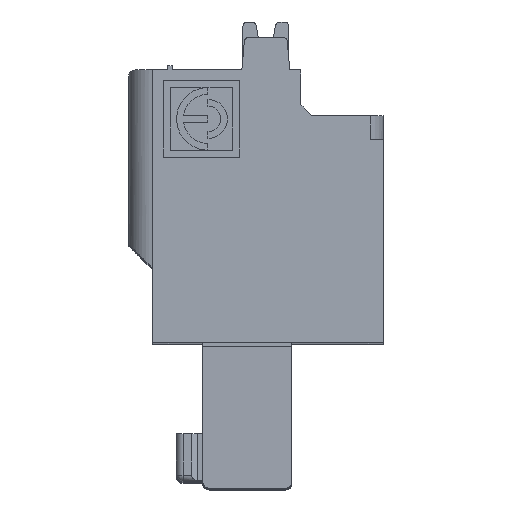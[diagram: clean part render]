
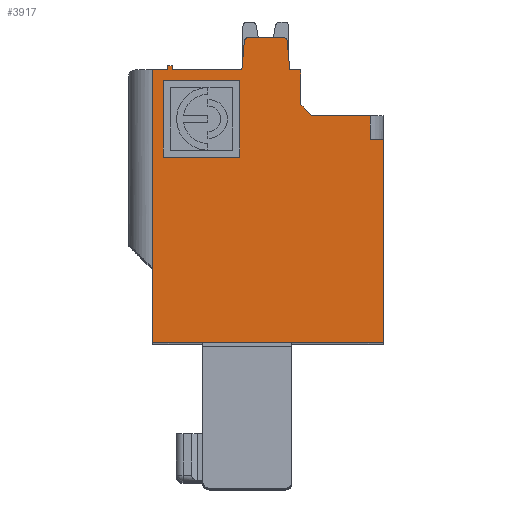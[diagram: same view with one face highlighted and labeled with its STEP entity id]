
A CAD part, top view. The second image highlights one B-rep face of the part: STEP entity #3917.
In plain terms, the highlighted planar face has unit normal (0, 0, 1).
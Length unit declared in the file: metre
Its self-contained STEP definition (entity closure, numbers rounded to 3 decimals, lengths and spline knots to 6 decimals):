
#3917=ADVANCED_FACE('',(#10252,#10253),#10254,.F.);
#7617=EDGE_CURVE('',#15874,#15875,#15876,.T.);
#10252=FACE_BOUND('',#18934,.T.);
#10253=FACE_OUTER_BOUND('',#18935,.T.);
#10254=PLANE('',#18936);
#15571=VERTEX_POINT('',#28313);
#15575=VERTEX_POINT('',#28319);
#15585=VERTEX_POINT('',#28334);
#15592=VERTEX_POINT('',#28344);
#15597=VERTEX_POINT('',#28353);
#15604=VERTEX_POINT('',#28364);
#15625=VERTEX_POINT('',#28397);
#15645=VERTEX_POINT('',#28427);
#15649=VERTEX_POINT('',#28433);
#15740=VERTEX_POINT('',#28572);
#15874=VERTEX_POINT('',#28794);
#15875=VERTEX_POINT('',#28795);
#15876=LINE('',#28796,#28797);
#18934=EDGE_LOOP('',(#36035,#36036,#36037,#36038));
#18935=EDGE_LOOP('',(#36039,#36040,#36041,#36042,#36043,#36044,#36045,#36046,#36047,#36048,#36049,#36050,#36051,#36052,#36053,#36054,#36055,#36056,#36057));
#18936=AXIS2_PLACEMENT_3D('',#36058,#36059,#36060);
#28313=CARTESIAN_POINT('',(0.2041,0.0125,-0.30046));
#28319=CARTESIAN_POINT('',(0.204215,0.013817,-0.30046));
#28334=CARTESIAN_POINT('',(0.206185,0.013817,-0.30046));
#28344=CARTESIAN_POINT('',(0.2063,0.0125,-0.30046));
#28353=CARTESIAN_POINT('',(0.21,0.0093,-0.30046));
#28364=CARTESIAN_POINT('',(0.2106,0.0093,-0.30046));
#28397=CARTESIAN_POINT('',(0.2009,0.0125,-0.30046));
#28427=CARTESIAN_POINT('',(0.2009,0.0127,-0.30046));
#28433=CARTESIAN_POINT('',(0.2007,0.0127,-0.30046));
#28572=CARTESIAN_POINT('',(0.2007,0.0125,-0.30046));
#28794=CARTESIAN_POINT('',(0.2106,0.,-0.30046));
#28795=CARTESIAN_POINT('',(0.2,0.,-0.30046));
#28796=CARTESIAN_POINT('',(0.2106,0.,-0.30046));
#28797=VECTOR('',#45007,1.0);
#36035=ORIENTED_EDGE('',*,*,#46759,.T.);
#36036=ORIENTED_EDGE('',*,*,#46756,.T.);
#36037=ORIENTED_EDGE('',*,*,#46750,.T.);
#36038=ORIENTED_EDGE('',*,*,#46748,.T.);
#36039=ORIENTED_EDGE('',*,*,#46973,.F.);
#36040=ORIENTED_EDGE('',*,*,#7617,.F.);
#36041=ORIENTED_EDGE('',*,*,#46958,.T.);
#36042=ORIENTED_EDGE('',*,*,#46761,.F.);
#36043=ORIENTED_EDGE('',*,*,#46743,.F.);
#36044=ORIENTED_EDGE('',*,*,#46792,.F.);
#36045=ORIENTED_EDGE('',*,*,#46740,.T.);
#36046=ORIENTED_EDGE('',*,*,#46812,.T.);
#36047=ORIENTED_EDGE('',*,*,#46820,.F.);
#36048=ORIENTED_EDGE('',*,*,#46735,.T.);
#36049=ORIENTED_EDGE('',*,*,#46733,.T.);
#36050=ORIENTED_EDGE('',*,*,#46730,.T.);
#36051=ORIENTED_EDGE('',*,*,#46726,.T.);
#36052=ORIENTED_EDGE('',*,*,#46724,.T.);
#36053=ORIENTED_EDGE('',*,*,#46818,.F.);
#36054=ORIENTED_EDGE('',*,*,#46902,.T.);
#36055=ORIENTED_EDGE('',*,*,#46905,.F.);
#36056=ORIENTED_EDGE('',*,*,#46928,.F.);
#36057=ORIENTED_EDGE('',*,*,#46951,.F.);
#36058=CARTESIAN_POINT('',(0.214572,0.033759,-0.30046));
#36059=DIRECTION('',(0.0,0.,-1.0));
#36060=DIRECTION('',(-1.0,0.0,0.0));
#45007=DIRECTION('',(-1.0,0.,0.));
#46724=EDGE_CURVE('',#15575,#15571,#50528,.T.);
#46726=EDGE_CURVE('',#50530,#15575,#50531,.T.);
#46730=EDGE_CURVE('',#50535,#50530,#50536,.T.);
#46733=EDGE_CURVE('',#15585,#50535,#50539,.T.);
#46735=EDGE_CURVE('',#15592,#15585,#50541,.T.);
#46740=EDGE_CURVE('',#50544,#50548,#50550,.T.);
#46743=EDGE_CURVE('',#50552,#15597,#50554,.T.);
#46748=EDGE_CURVE('',#50556,#50561,#50563,.T.);
#46750=EDGE_CURVE('',#50565,#50556,#50566,.T.);
#46756=EDGE_CURVE('',#50571,#50565,#50575,.T.);
#46759=EDGE_CURVE('',#50561,#50571,#50578,.T.);
#46761=EDGE_CURVE('',#15597,#15604,#50580,.T.);
#46792=EDGE_CURVE('',#50544,#50552,#50618,.T.);
#46812=EDGE_CURVE('',#50548,#50644,#50646,.T.);
#46818=EDGE_CURVE('',#15625,#15571,#50652,.T.);
#46820=EDGE_CURVE('',#15592,#50644,#50654,.T.);
#46902=EDGE_CURVE('',#15625,#15645,#50778,.T.);
#46905=EDGE_CURVE('',#15649,#15645,#50781,.T.);
#46928=EDGE_CURVE('',#15740,#15649,#50804,.T.);
#46951=EDGE_CURVE('',#50827,#15740,#50829,.T.);
#46958=EDGE_CURVE('',#15874,#15604,#50837,.T.);
#46973=EDGE_CURVE('',#15875,#50827,#50852,.T.);
#50528=LINE('',#55221,#55222);
#50530=VERTEX_POINT('',#55224);
#50531=CIRCLE('',#55225,0.0002);
#50535=VERTEX_POINT('',#55231);
#50536=LINE('',#55232,#55233);
#50539=CIRCLE('',#55237,0.0002);
#50541=LINE('',#55239,#55240);
#50544=VERTEX_POINT('',#55243);
#50548=VERTEX_POINT('',#55248);
#50550=LINE('',#55251,#55252);
#50552=VERTEX_POINT('',#55254);
#50554=LINE('',#55257,#55258);
#50556=VERTEX_POINT('',#55260);
#50561=VERTEX_POINT('',#55267);
#50563=LINE('',#55270,#55271);
#50565=VERTEX_POINT('',#55273);
#50566=LINE('',#55274,#55275);
#50571=VERTEX_POINT('',#55282);
#50575=LINE('',#55288,#55289);
#50578=LINE('',#55293,#55294);
#50580=LINE('',#55296,#55297);
#50618=LINE('',#55360,#55361);
#50644=VERTEX_POINT('',#55407);
#50646=LINE('',#55410,#55411);
#50652=LINE('',#55423,#55424);
#50654=LINE('',#55427,#55428);
#50778=LINE('',#55632,#55633);
#50781=LINE('',#55637,#55638);
#50804=LINE('',#55682,#55683);
#50827=VERTEX_POINT('',#55726);
#50829=LINE('',#55729,#55730);
#50837=LINE('',#55742,#55743);
#50852=LINE('',#55771,#55772);
#55221=CARTESIAN_POINT('',(0.204215,0.013817,-0.30046));
#55222=VECTOR('',#60375,1.0);
#55224=CARTESIAN_POINT('',(0.204414,0.014,-0.30046));
#55225=AXIS2_PLACEMENT_3D('',#60376,#60377,#60378);
#55231=CARTESIAN_POINT('',(0.205985,0.014,-0.30046));
#55232=CARTESIAN_POINT('',(0.204475,0.014,-0.30046));
#55233=VECTOR('',#60381,1.0);
#55237=AXIS2_PLACEMENT_3D('',#60383,#60384,#60385);
#55239=CARTESIAN_POINT('',(0.2063,0.0125,-0.30046));
#55240=VECTOR('',#60386,1.0);
#55243=CARTESIAN_POINT('',(0.207307,0.0104,-0.30046));
#55248=CARTESIAN_POINT('',(0.206811,0.010896,-0.30046));
#55251=CARTESIAN_POINT('',(0.199267,0.01844,-0.30046));
#55252=VECTOR('',#60392,1.0);
#55254=CARTESIAN_POINT('',(0.21,0.0104,-0.30046));
#55257=CARTESIAN_POINT('',(0.21,0.0125,-0.30046));
#55258=VECTOR('',#60394,1.0);
#55260=CARTESIAN_POINT('',(0.2005,0.012,-0.30046));
#55267=CARTESIAN_POINT('',(0.204,0.012,-0.30046));
#55270=CARTESIAN_POINT('',(0.214072,0.012,-0.30046));
#55271=VECTOR('',#60398,1.0);
#55273=CARTESIAN_POINT('',(0.2005,0.0085,-0.30046));
#55274=CARTESIAN_POINT('',(0.2005,0.033759,-0.30046));
#55275=VECTOR('',#60399,1.0);
#55282=CARTESIAN_POINT('',(0.204,0.0085,-0.30046));
#55288=CARTESIAN_POINT('',(0.214072,0.0085,-0.30046));
#55289=VECTOR('',#60404,1.0);
#55293=CARTESIAN_POINT('',(0.204,0.033759,-0.30046));
#55294=VECTOR('',#60406,1.0);
#55296=CARTESIAN_POINT('',(0.21,0.0093,-0.30046));
#55297=VECTOR('',#60407,1.0);
#55360=CARTESIAN_POINT('',(0.214572,0.0104,-0.30046));
#55361=VECTOR('',#60442,1.0);
#55407=CARTESIAN_POINT('',(0.206811,0.0125,-0.30046));
#55410=CARTESIAN_POINT('',(0.206811,0.033759,-0.30046));
#55411=VECTOR('',#60461,1.0);
#55423=CARTESIAN_POINT('',(0.2009,0.0125,-0.30046));
#55424=VECTOR('',#60465,1.0);
#55427=CARTESIAN_POINT('',(0.2063,0.0125,-0.30046));
#55428=VECTOR('',#60467,1.0);
#55632=CARTESIAN_POINT('',(0.2009,0.0125,-0.30046));
#55633=VECTOR('',#60548,1.0);
#55637=CARTESIAN_POINT('',(0.2007,0.0127,-0.30046));
#55638=VECTOR('',#60550,1.0);
#55682=CARTESIAN_POINT('',(0.2007,0.0125,-0.30046));
#55683=VECTOR('',#60572,1.0);
#55726=CARTESIAN_POINT('',(0.2,0.0125,-0.30046));
#55729=CARTESIAN_POINT('',(0.2,0.0125,-0.30046));
#55730=VECTOR('',#60594,1.0);
#55742=CARTESIAN_POINT('',(0.2106,0.,-0.30046));
#55743=VECTOR('',#60602,1.0);
#55771=CARTESIAN_POINT('',(0.2,0.0118,-0.30046));
#55772=VECTOR('',#60616,1.0);
#60375=DIRECTION('',(-0.087,-0.996,0.));
#60376=CARTESIAN_POINT('',(0.204414,0.0138,-0.30046));
#60377=DIRECTION('',(0.0,0.,1.0));
#60378=DIRECTION('',(0.0,1.0,0.));
#60381=DIRECTION('',(-1.0,-0.0,0.0));
#60383=CARTESIAN_POINT('',(0.205985,0.0138,-0.30046));
#60384=DIRECTION('',(0.,0.,1.0));
#60385=DIRECTION('',(0.996,0.087,0.));
#60386=DIRECTION('',(-0.087,0.996,0.));
#60392=DIRECTION('',(-0.707,0.707,0.));
#60394=DIRECTION('',(0.0,-1.0,0.));
#60398=DIRECTION('',(1.0,0.,0.));
#60399=DIRECTION('',(0.,1.0,0.));
#60404=DIRECTION('',(-1.0,0.,0.));
#60406=DIRECTION('',(0.,-1.0,0.));
#60407=DIRECTION('',(1.0,0.0,0.0));
#60442=DIRECTION('',(1.0,0.,0.));
#60461=DIRECTION('',(0.,1.0,0.));
#60465=DIRECTION('',(1.0,0.0,0.0));
#60467=DIRECTION('',(1.0,0.0,0.0));
#60548=DIRECTION('',(0.0,1.0,0.));
#60550=DIRECTION('',(1.0,0.0,0.0));
#60572=DIRECTION('',(0.0,1.0,0.));
#60594=DIRECTION('',(1.0,0.0,0.0));
#60602=DIRECTION('',(0.0,1.0,0.));
#60616=DIRECTION('',(0.0,1.0,0.));
